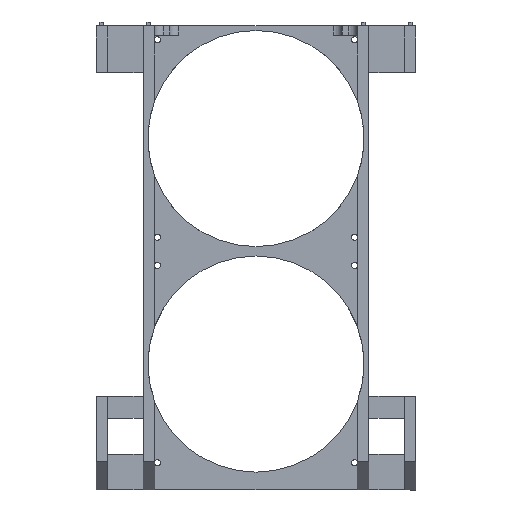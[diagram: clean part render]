
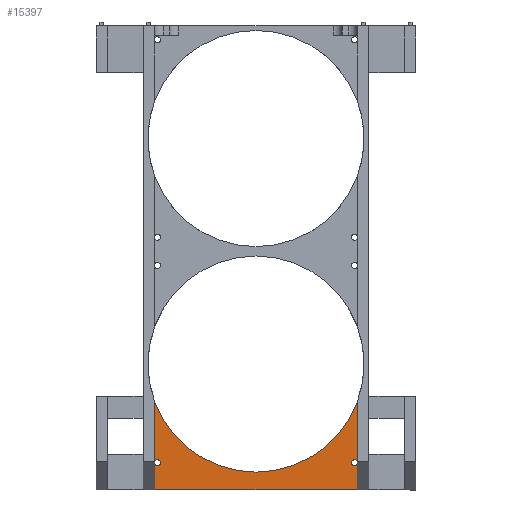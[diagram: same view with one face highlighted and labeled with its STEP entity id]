
A CAD part, front view. The second image highlights one B-rep face of the part: STEP entity #15397.
In plain terms, the highlighted planar face has unit normal (0, -1, 0).
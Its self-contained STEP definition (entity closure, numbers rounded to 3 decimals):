
#137 = VERTEX_POINT ( 'NONE', #14679 ) ;
#167 = VERTEX_POINT ( 'NONE', #14764 ) ;
#185 = VERTEX_POINT ( 'NONE', #14780 ) ;
#186 = VERTEX_POINT ( 'NONE', #14781 ) ;
#187 = VERTEX_POINT ( 'NONE', #14755 ) ;
#196 = VERTEX_POINT ( 'NONE', #14731 ) ;
#197 = VERTEX_POINT ( 'NONE', #14738 ) ;
#227 = VERTEX_POINT ( 'NONE', #14844 ) ;
#470 = ORIENTED_EDGE ( 'NONE', *, *, #8130, .T. ) ;
#970 = LINE ( 'NONE', #1813, #996 ) ;
#972 = LINE ( 'NONE', #1816, #1005 ) ;
#977 = VECTOR ( 'NONE', #1851, 1000. ) ;
#980 = VECTOR ( 'NONE', #1843, 1000. ) ;
#982 = LINE ( 'NONE', #1831, #987 ) ;
#986 = CIRCLE ( 'NONE', #1435, 1.65 ) ;
#987 = VECTOR ( 'NONE', #1847, 1000. ) ;
#994 = LINE ( 'NONE', #1838, #977 ) ;
#996 = VECTOR ( 'NONE', #1823, 1000. ) ;
#1005 = VECTOR ( 'NONE', #1828, 1000. ) ;
#1010 = LINE ( 'NONE', #1830, #980 ) ;
#1011 = CIRCLE ( 'NONE', #1468, 1.65 ) ;
#1012 = CIRCLE ( 'NONE', #1443, 57.5 ) ;
#1050 = CIRCLE ( 'NONE', #1445, 1.65 ) ;
#1435 = AXIS2_PLACEMENT_3D ( 'NONE', #1825, #1848, #1842 ) ;
#1443 = AXIS2_PLACEMENT_3D ( 'NONE', #1818, #1820, #1827 ) ;
#1445 = AXIS2_PLACEMENT_3D ( 'NONE', #1853, #1861, #1855 ) ;
#1468 = AXIS2_PLACEMENT_3D ( 'NONE', #1819, #1844, #1850 ) ;
#1487 = AXIS2_PLACEMENT_3D ( 'NONE', #9353, #9367, #9363 ) ;
#1526 = AXIS2_PLACEMENT_3D ( 'NONE', #12469, #12492, #12477 ) ;
#1538 = AXIS2_PLACEMENT_3D ( 'NONE', #12439, #12448, #12460 ) ;
#1544 = AXIS2_PLACEMENT_3D ( 'NONE', #12442, #12437, #12438 ) ;
#1686 = AXIS2_PLACEMENT_3D ( 'NONE', #17062, #17063, #17066 ) ;
#1813 = CARTESIAN_POINT ( 'NONE',  ( -54., -3., 247. ) ) ;
#1816 = CARTESIAN_POINT ( 'NONE',  ( -54., -3., 0. ) ) ;
#1818 = CARTESIAN_POINT ( 'NONE',  ( 0., -3., 67. ) ) ;
#1819 = CARTESIAN_POINT ( 'NONE',  ( -52.5, -3., 14.5 ) ) ;
#1820 = DIRECTION ( 'NONE',  ( 0., 1., 0. ) ) ;
#1823 = DIRECTION ( 'NONE',  ( 0., 0., -1. ) ) ;
#1825 = CARTESIAN_POINT ( 'NONE',  ( 52.5, -3., 14.5 ) ) ;
#1827 = DIRECTION ( 'NONE',  ( -1., 0., 0. ) ) ;
#1828 = DIRECTION ( 'NONE',  ( 1., 0., 0. ) ) ;
#1830 = CARTESIAN_POINT ( 'NONE',  ( 54., -3., 247. ) ) ;
#1831 = CARTESIAN_POINT ( 'NONE',  ( -54., -3., 247. ) ) ;
#1838 = CARTESIAN_POINT ( 'NONE',  ( 54., -3., 247. ) ) ;
#1842 = DIRECTION ( 'NONE',  ( -1., 0., 0. ) ) ;
#1843 = DIRECTION ( 'NONE',  ( 0., 0., -1. ) ) ;
#1844 = DIRECTION ( 'NONE',  ( 0., 1., 0. ) ) ;
#1847 = DIRECTION ( 'NONE',  ( 0., 0., -1. ) ) ;
#1848 = DIRECTION ( 'NONE',  ( 0., 1., 0. ) ) ;
#1850 = DIRECTION ( 'NONE',  ( -1., 0., 0. ) ) ;
#1851 = DIRECTION ( 'NONE',  ( 0., 0., -1. ) ) ;
#1853 = CARTESIAN_POINT ( 'NONE',  ( 52.5, -3., 14.5 ) ) ;
#1855 = DIRECTION ( 'NONE',  ( -1., 0., 0. ) ) ;
#1861 = DIRECTION ( 'NONE',  ( 0., 1., 0. ) ) ;
#5792 = ORIENTED_EDGE ( 'NONE', *, *, #7899, .T. ) ;
#5974 = CIRCLE ( 'NONE', #1487, 57.5 ) ;
#6019 = CIRCLE ( 'NONE', #1544, 1.65 ) ;
#6026 = CIRCLE ( 'NONE', #1538, 1.65 ) ;
#6121 = CIRCLE ( 'NONE', #1526, 1.65 ) ;
#6860 = FACE_OUTER_BOUND ( 'NONE', #10506, .T. ) ;
#7899 = EDGE_CURVE ( 'NONE', #167, #187, #970, .T. ) ;
#7902 = EDGE_CURVE ( 'NONE', #14239, #137, #1012, .T. ) ;
#7904 = EDGE_CURVE ( 'NONE', #14238, #14269, #972, .T. ) ;
#7905 = EDGE_CURVE ( 'NONE', #14264, #227, #986, .T. ) ;
#7908 = EDGE_CURVE ( 'NONE', #197, #196, #1011, .T. ) ;
#7911 = EDGE_CURVE ( 'NONE', #14239, #14202, #1010, .T. ) ;
#7912 = EDGE_CURVE ( 'NONE', #14264, #14269, #994, .T. ) ;
#7913 = EDGE_CURVE ( 'NONE', #186, #14238, #982, .T. ) ;
#7916 = EDGE_CURVE ( 'NONE', #185, #14202, #1050, .T. ) ;
#8130 = EDGE_CURVE ( 'NONE', #137, #167, #5974, .T. ) ;
#8176 = EDGE_CURVE ( 'NONE', #227, #185, #6026, .T. ) ;
#8177 = EDGE_CURVE ( 'NONE', #196, #186, #6019, .T. ) ;
#8188 = EDGE_CURVE ( 'NONE', #187, #197, #6121, .T. ) ;
#9319 = ORIENTED_EDGE ( 'NONE', *, *, #8188, .T. ) ;
#9353 = CARTESIAN_POINT ( 'NONE',  ( 0., -3., 67. ) ) ;
#9363 = DIRECTION ( 'NONE',  ( -1., 0., 0. ) ) ;
#9367 = DIRECTION ( 'NONE',  ( 0., 1., 0. ) ) ;
#9543 = ORIENTED_EDGE ( 'NONE', *, *, #7902, .T. ) ;
#9575 = ORIENTED_EDGE ( 'NONE', *, *, #7905, .T. ) ;
#9578 = ORIENTED_EDGE ( 'NONE', *, *, #7911, .F. ) ;
#9581 = ORIENTED_EDGE ( 'NONE', *, *, #8176, .T. ) ;
#9587 = ORIENTED_EDGE ( 'NONE', *, *, #7913, .T. ) ;
#9612 = ORIENTED_EDGE ( 'NONE', *, *, #7908, .T. ) ;
#9616 = ORIENTED_EDGE ( 'NONE', *, *, #7916, .T. ) ;
#9627 = ORIENTED_EDGE ( 'NONE', *, *, #8177, .T. ) ;
#9634 = ORIENTED_EDGE ( 'NONE', *, *, #7912, .F. ) ;
#9639 = ORIENTED_EDGE ( 'NONE', *, *, #7904, .T. ) ;
#10506 = EDGE_LOOP ( 'NONE', ( #9578, #9543, #470, #5792, #9319, #9612, #9627, #9587, #9639, #9634, #9575, #9581, #9616 ) ) ;
#12437 = DIRECTION ( 'NONE',  ( 0., 1., 0. ) ) ;
#12438 = DIRECTION ( 'NONE',  ( -1., 0., 0. ) ) ;
#12439 = CARTESIAN_POINT ( 'NONE',  ( 52.5, -3., 14.5 ) ) ;
#12442 = CARTESIAN_POINT ( 'NONE',  ( -52.5, -3., 14.5 ) ) ;
#12448 = DIRECTION ( 'NONE',  ( 0., 1., 0. ) ) ;
#12460 = DIRECTION ( 'NONE',  ( -1., 0., 0. ) ) ;
#12469 = CARTESIAN_POINT ( 'NONE',  ( -52.5, -3., 14.5 ) ) ;
#12477 = DIRECTION ( 'NONE',  ( -1., 0., 0. ) ) ;
#12492 = DIRECTION ( 'NONE',  ( 0., 1., 0. ) ) ;
#14202 = VERTEX_POINT ( 'NONE', #15703 ) ;
#14238 = VERTEX_POINT ( 'NONE', #15789 ) ;
#14239 = VERTEX_POINT ( 'NONE', #15783 ) ;
#14264 = VERTEX_POINT ( 'NONE', #15772 ) ;
#14269 = VERTEX_POINT ( 'NONE', #15747 ) ;
#14679 = CARTESIAN_POINT ( 'NONE',  ( 0., -3., 9.5 ) ) ;
#14731 = CARTESIAN_POINT ( 'NONE',  ( -52.5, -3., 12.85 ) ) ;
#14738 = CARTESIAN_POINT ( 'NONE',  ( -52.5, -3., 16.15 ) ) ;
#14755 = CARTESIAN_POINT ( 'NONE',  ( -54., -3., 15.187 ) ) ;
#14764 = CARTESIAN_POINT ( 'NONE',  ( -54., -3., 47.245 ) ) ;
#14780 = CARTESIAN_POINT ( 'NONE',  ( 52.5, -3., 16.15 ) ) ;
#14781 = CARTESIAN_POINT ( 'NONE',  ( -54., -3., 13.813 ) ) ;
#14844 = CARTESIAN_POINT ( 'NONE',  ( 52.5, -3., 12.85 ) ) ;
#15397 = ADVANCED_FACE ( 'NONE', ( #6860 ), #17053, .F. ) ;
#15703 = CARTESIAN_POINT ( 'NONE',  ( 54., -3., 15.187 ) ) ;
#15747 = CARTESIAN_POINT ( 'NONE',  ( 54., -3., 0. ) ) ;
#15772 = CARTESIAN_POINT ( 'NONE',  ( 54., -3., 13.813 ) ) ;
#15783 = CARTESIAN_POINT ( 'NONE',  ( 54., -3., 47.245 ) ) ;
#15789 = CARTESIAN_POINT ( 'NONE',  ( -54., -3., 0. ) ) ;
#17053 = PLANE ( 'NONE',  #1686 ) ;
#17062 = CARTESIAN_POINT ( 'NONE',  ( -54., -3., 247. ) ) ;
#17063 = DIRECTION ( 'NONE',  ( 0., 1., 0. ) ) ;
#17066 = DIRECTION ( 'NONE',  ( -1., 0., 0. ) ) ;
